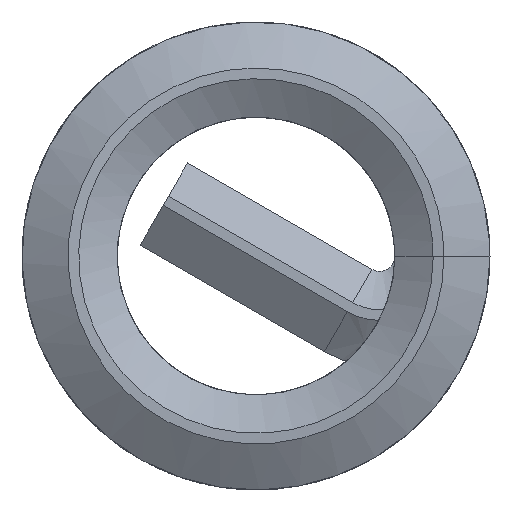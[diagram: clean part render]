
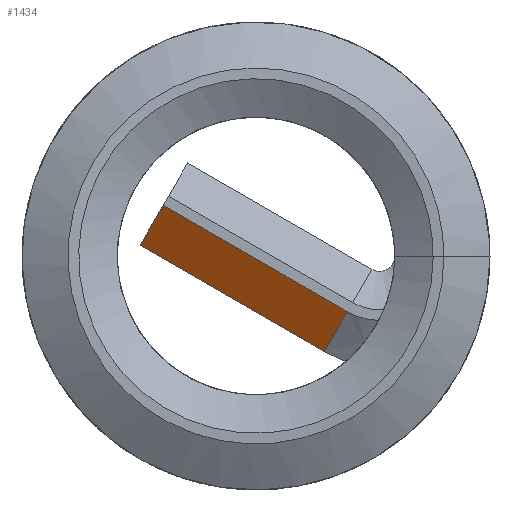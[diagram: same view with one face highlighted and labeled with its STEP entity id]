
A CAD part, front view. The second image highlights one B-rep face of the part: STEP entity #1434.
In plain terms, the highlighted planar face has unit normal (-0.25, -0.866, -0.433).
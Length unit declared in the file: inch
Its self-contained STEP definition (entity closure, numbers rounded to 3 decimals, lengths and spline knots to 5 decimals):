
#162 = ORIENTED_EDGE ( 'NONE', *, *, #1403, .T. ) ;
#226 = DIRECTION ( 'NONE',  ( 0.866, 0., -0.5 ) ) ;
#662 = DIRECTION ( 'NONE',  ( 0.433, -0.5, 0.75 ) ) ;
#813 = VERTEX_POINT ( 'NONE', #4046 ) ;
#817 = CARTESIAN_POINT ( 'NONE',  ( -0.0655, 0.42813, 0.03567 ) ) ;
#828 = CARTESIAN_POINT ( 'NONE',  ( -0.08174, 0.44688, 0.00755 ) ) ;
#831 = FACE_OUTER_BOUND ( 'NONE', #3089, .T. ) ;
#892 = DIRECTION ( 'NONE',  ( 0.866, 0., -0.5 ) ) ;
#901 = EDGE_CURVE ( 'NONE', #2406, #2774, #3787, .T. ) ;
#1114 = ORIENTED_EDGE ( 'NONE', *, *, #901, .F. ) ;
#1161 = CARTESIAN_POINT ( 'NONE',  ( 0.06441, 0.42813, -0.03933 ) ) ;
#1196 = CARTESIAN_POINT ( 'NONE',  ( -0.08174, 0.44688, 0.00755 ) ) ;
#1315 = ORIENTED_EDGE ( 'NONE', *, *, #4021, .T. ) ;
#1403 = EDGE_CURVE ( 'NONE', #813, #2774, #3449, .T. ) ;
#1429 = LINE ( 'NONE', #2740, #1566 ) ;
#1434 = ADVANCED_FACE ( 'NONE', ( #831 ), #3792, .F. ) ;
#1543 = CARTESIAN_POINT ( 'NONE',  ( -0.0655, 0.42813, 0.03567 ) ) ;
#1566 = VECTOR ( 'NONE', #662, 39.37008 ) ;
#1824 = DIRECTION ( 'NONE',  ( 0.433, -0.5, 0.75 ) ) ;
#1874 = VECTOR ( 'NONE', #1824, 39.37008 ) ;
#2318 = VECTOR ( 'NONE', #226, 39.37008 ) ;
#2406 = VERTEX_POINT ( 'NONE', #817 ) ;
#2468 = DIRECTION ( 'NONE',  ( 0.25, 0.866, 0.433 ) ) ;
#2740 = CARTESIAN_POINT ( 'NONE',  ( -0.08174, 0.44688, 0.00755 ) ) ;
#2774 = VERTEX_POINT ( 'NONE', #1161 ) ;
#2836 = ORIENTED_EDGE ( 'NONE', *, *, #3594, .F. ) ;
#2974 = AXIS2_PLACEMENT_3D ( 'NONE', #4031, #2468, #3068 ) ;
#3068 = DIRECTION ( 'NONE',  ( 0., -0.447, 0.894 ) ) ;
#3089 = EDGE_LOOP ( 'NONE', ( #162, #1114, #2836, #1315 ) ) ;
#3446 = LINE ( 'NONE', #1196, #2318 ) ;
#3449 = LINE ( 'NONE', #4072, #1874 ) ;
#3594 = EDGE_CURVE ( 'NONE', #3995, #2406, #1429, .T. ) ;
#3716 = VECTOR ( 'NONE', #892, 39.37008 ) ;
#3787 = LINE ( 'NONE', #1543, #3716 ) ;
#3792 = PLANE ( 'NONE',  #2974 ) ;
#3995 = VERTEX_POINT ( 'NONE', #828 ) ;
#4021 = EDGE_CURVE ( 'NONE', #3995, #813, #3446, .T. ) ;
#4031 = CARTESIAN_POINT ( 'NONE',  ( -0.08174, 0.44688, 0.00755 ) ) ;
#4046 = CARTESIAN_POINT ( 'NONE',  ( 0.04817, 0.44688, -0.06745 ) ) ;
#4072 = CARTESIAN_POINT ( 'NONE',  ( 0.04817, 0.44688, -0.06745 ) ) ;
